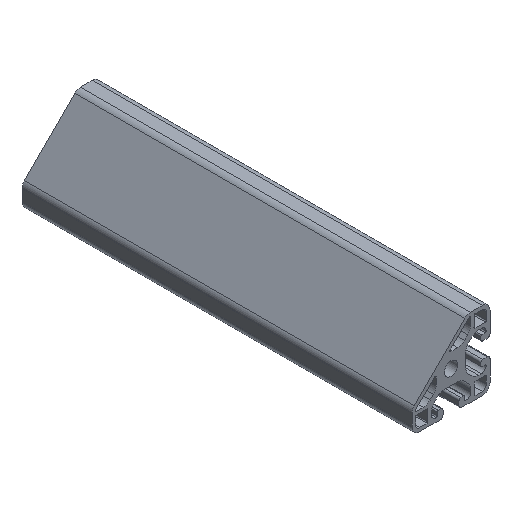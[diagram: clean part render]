
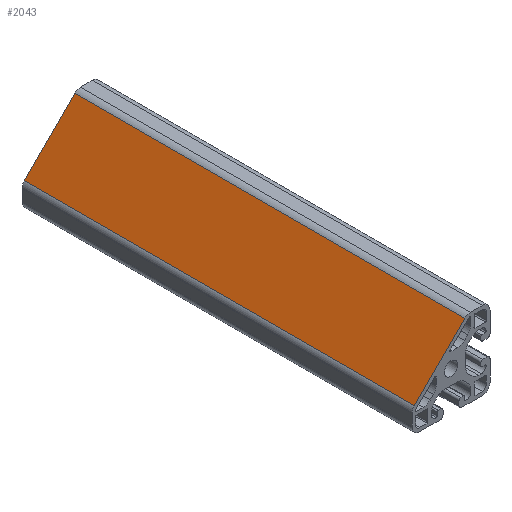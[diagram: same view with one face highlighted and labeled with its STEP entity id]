
A CAD part, isometric view. The second image highlights one B-rep face of the part: STEP entity #2043.
In plain terms, the highlighted planar face has unit normal (-0.707, 0, 0.707).
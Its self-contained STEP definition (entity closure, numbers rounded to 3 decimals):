
#239=FACE_OUTER_BOUND('',#344,.T.);
#344=EDGE_LOOP('',(#1523,#1524,#1525,#1526));
#513=LINE('',#3253,#713);
#514=LINE('',#3257,#714);
#515=LINE('',#3259,#715);
#516=LINE('',#3260,#716);
#713=VECTOR('',#2616,200.);
#714=VECTOR('',#2621,36.686);
#715=VECTOR('',#2622,200.);
#716=VECTOR('',#2623,36.686);
#921=VERTEX_POINT('',#3250);
#922=VERTEX_POINT('',#3252);
#923=VERTEX_POINT('',#3256);
#924=VERTEX_POINT('',#3258);
#1170=EDGE_CURVE('',#921,#922,#513,.T.);
#1172=EDGE_CURVE('',#921,#923,#514,.T.);
#1173=EDGE_CURVE('',#924,#923,#515,.T.);
#1174=EDGE_CURVE('',#922,#924,#516,.T.);
#1523=ORIENTED_EDGE('',*,*,#1172,.T.);
#1524=ORIENTED_EDGE('',*,*,#1173,.F.);
#1525=ORIENTED_EDGE('',*,*,#1174,.F.);
#1526=ORIENTED_EDGE('',*,*,#1170,.F.);
#1966=PLANE('',#2202);
#2043=ADVANCED_FACE('',(#239),#1966,.T.);
#2202=AXIS2_PLACEMENT_3D('',#3255,#2619,#2620);
#2616=DIRECTION('',(0.,-1.,0.));
#2619=DIRECTION('center_axis',(-0.707,0.,0.707));
#2620=DIRECTION('ref_axis',(0.707,0.,0.707));
#2621=DIRECTION('',(-0.707,0.,-0.707));
#2622=DIRECTION('',(0.,1.,0.));
#2623=DIRECTION('',(-0.707,0.,-0.707));
#3250=CARTESIAN_POINT('',(7.113,200.,18.828));
#3252=CARTESIAN_POINT('',(7.113,0.,18.828));
#3253=CARTESIAN_POINT('',(7.113,0.,18.828));
#3255=CARTESIAN_POINT('Origin',(-18.828,0.,-7.113));
#3256=CARTESIAN_POINT('',(-18.828,200.,-7.113));
#3257=CARTESIAN_POINT('',(-12.343,200.,-0.627));
#3258=CARTESIAN_POINT('',(-18.828,0.,-7.113));
#3259=CARTESIAN_POINT('',(-18.828,0.,-7.113));
#3260=CARTESIAN_POINT('',(-12.343,0.,-0.627));
